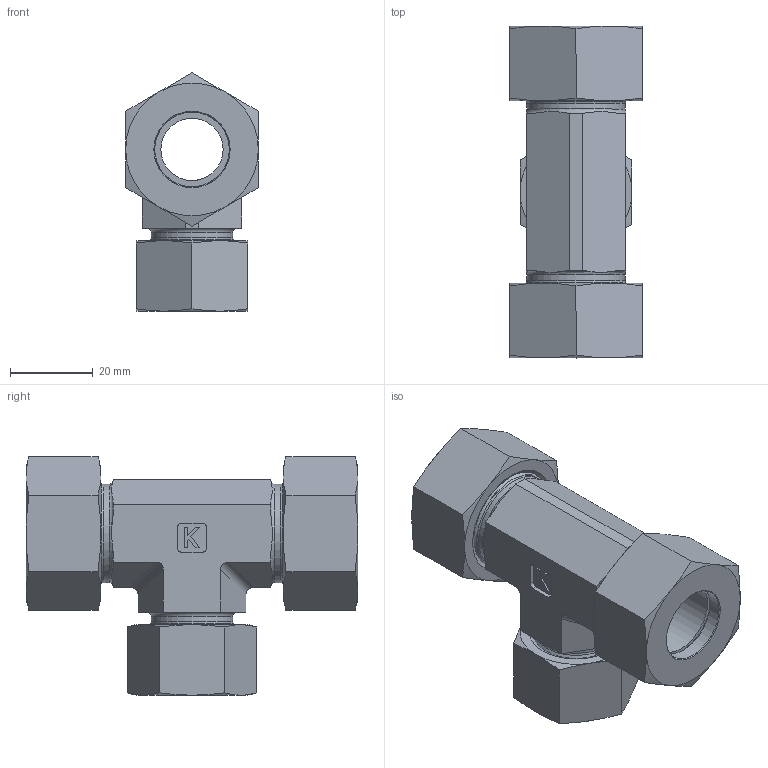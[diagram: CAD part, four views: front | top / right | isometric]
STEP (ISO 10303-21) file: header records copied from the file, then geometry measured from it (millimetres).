
FILE_DESCRIPTION((''),'2;1');
FILE_NAME('384181815.stp','2014-08-15T15:20:21',(''),('KNOMI spol. s r. o.'),'Autodesk Inventor 2012','Autodesk Inventor 2012','');
FILE_SCHEMA(('AUTOMOTIVE_DESIGN { 1 2 10303 214 0 1 1 1 }'));
Length unit declared in the file: millimetre
Products named in the file (6): TS2K 18/18/15L M26/M26/M22; 374 181815; 40118; 3911826; 40115; 3911522
Assembly tree (7 placements, depth 2):
  TS2K 18/18/15L M26/M26/M22
    374 181815
    40118  x2
    3911826  x2
    40115
    3911522
Bounding box: 32 x 80 x 57.48 mm (x, y, z)
Volume: 49153.6 mm3; surface area: 27031.5 mm2
Topology: 7 solids, 7 shells, 219 faces, 509 edges, 329 vertices
Faces by surface type: plane 108, cone 66, cylinder 36, torus 9
Full cylindrical faces by diameter (mm): 12 x1, 15 x4, 17.3 x1, 18 x6, 19.7 x1, 20 x1, 20.3 x2, 20.376 x1, 22 x1, 23 x2, 23.7 x2, 24.376 x2, 26 x2
Entity records: 5310 total; most frequent: CARTESIAN_POINT 1091, DIRECTION 816, ORIENTED_EDGE 706, EDGE_CURVE 353, AXIS2_PLACEMENT_3D 332, EDGE_LOOP 266, VERTEX_POINT 249, STYLED_ITEM 197
